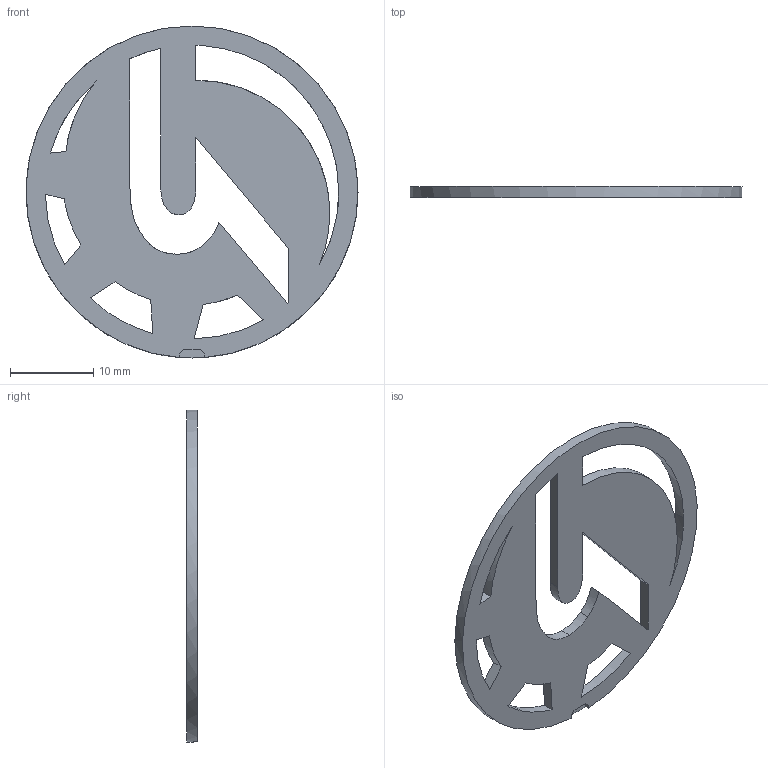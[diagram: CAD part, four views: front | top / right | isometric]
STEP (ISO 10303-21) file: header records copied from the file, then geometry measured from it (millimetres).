
FILE_DESCRIPTION(/* description */ (''),/* implementation_level */ '2;1');
FILE_NAME(/* name */ 'BRcA_3.stp',/* time_stamp */ '2019-06-11T10:09:13+02:00',/* author */ ('Varga Daniel'),/* organization */ (''),/* preprocessor_version */ 'ST-DEVELOPER v18',/* originating_system */ 'Autodesk Inventor 2020',/* authorisation */ '');
FILE_SCHEMA (('AUTOMOTIVE_DESIGN { 1 0 10303 214 3 1 1 }'));
Length unit declared in the file: millimetre
Products named in the file (1): BRcA_3
Bounding box: 40 x 1.3 x 40 mm (x, y, z)
Volume: 1176.3 mm3; surface area: 2317.9 mm2
Topology: 1 solids, 1 shells, 54 faces, 157 edges, 105 vertices
Faces by surface type: bspline 30, plane 22, cylinder 2
Full cylindrical faces by diameter (mm): 40 x1
Entity records: 2001 total; most frequent: CARTESIAN_POINT 689, ORIENTED_EDGE 314, DIRECTION 166, EDGE_CURVE 157, VERTEX_POINT 105, LINE 90, VECTOR 90, EDGE_LOOP 66
